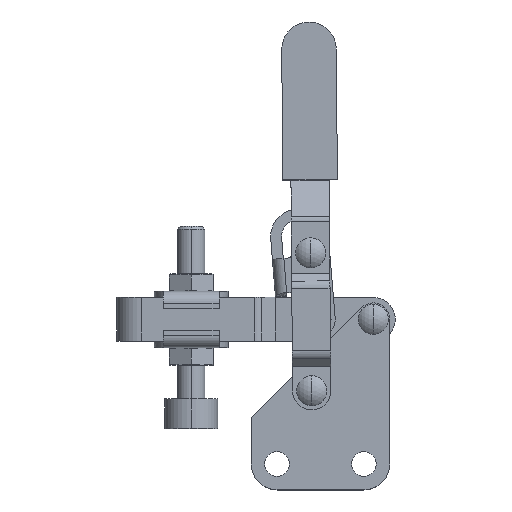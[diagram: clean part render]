
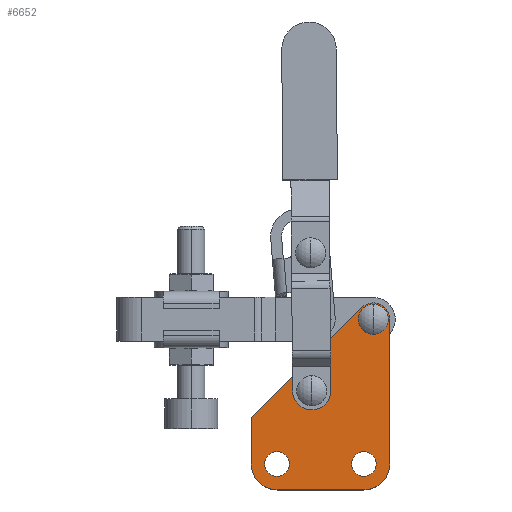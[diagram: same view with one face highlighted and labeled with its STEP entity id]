
A CAD part, top view. The second image highlights one B-rep face of the part: STEP entity #6652.
In plain terms, the highlighted planar face has unit normal (0, 0, 1).
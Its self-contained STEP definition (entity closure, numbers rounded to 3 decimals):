
#94 = DIRECTION ( 'NONE',  ( 1., 0., 0. ) ) ;
#176 = DIRECTION ( 'NONE',  ( 0., 0., 1. ) ) ;
#199 = VERTEX_POINT ( 'NONE', #3663 ) ;
#421 = DIRECTION ( 'NONE',  ( 1., 0., 0. ) ) ;
#743 = CIRCLE ( 'NONE', #9304, 1.25 ) ;
#772 = DIRECTION ( 'NONE',  ( 1., 0., 0. ) ) ;
#811 = ORIENTED_EDGE ( 'NONE', *, *, #2553, .F. ) ;
#943 = CIRCLE ( 'NONE', #2612, 2.75 ) ;
#949 = AXIS2_PLACEMENT_3D ( 'NONE', #7754, #5734, #7891 ) ;
#1059 = VERTEX_POINT ( 'NONE', #6487 ) ;
#1151 = ORIENTED_EDGE ( 'NONE', *, *, #8367, .F. ) ;
#1169 = DIRECTION ( 'NONE',  ( -0.71, -0.704, 0. ) ) ;
#1170 = ORIENTED_EDGE ( 'NONE', *, *, #4677, .T. ) ;
#1188 = AXIS2_PLACEMENT_3D ( 'NONE', #10081, #3539, #772 ) ;
#1377 = DIRECTION ( 'NONE',  ( 1., 0., 0. ) ) ;
#1514 = ORIENTED_EDGE ( 'NONE', *, *, #2358, .F. ) ;
#1569 = DIRECTION ( 'NONE',  ( 0., 0., 1. ) ) ;
#1583 = CIRCLE ( 'NONE', #9621, 2.25 ) ;
#1684 = VERTEX_POINT ( 'NONE', #2439 ) ;
#1860 = VERTEX_POINT ( 'NONE', #7829 ) ;
#1909 = VERTEX_POINT ( 'NONE', #2538 ) ;
#1990 = AXIS2_PLACEMENT_3D ( 'NONE', #5300, #176, #94 ) ;
#2176 = ORIENTED_EDGE ( 'NONE', *, *, #8257, .F. ) ;
#2205 = ORIENTED_EDGE ( 'NONE', *, *, #6459, .T. ) ;
#2216 = PLANE ( 'NONE',  #4237 ) ;
#2259 = AXIS2_PLACEMENT_3D ( 'NONE', #4351, #6006, #6601 ) ;
#2327 = EDGE_CURVE ( 'NONE', #5012, #2508, #7207, .T. ) ;
#2358 = EDGE_CURVE ( 'NONE', #8956, #6044, #743, .T. ) ;
#2362 = ORIENTED_EDGE ( 'NONE', *, *, #6151, .T. ) ;
#2431 = DIRECTION ( 'NONE',  ( 1., 0., 0. ) ) ;
#2439 = CARTESIAN_POINT ( 'NONE',  ( 12.7, 20., 2. ) ) ;
#2474 = LINE ( 'NONE', #5050, #6801 ) ;
#2503 = CIRCLE ( 'NONE', #1990, 2.25 ) ;
#2508 = VERTEX_POINT ( 'NONE', #7294 ) ;
#2516 = DIRECTION ( 'NONE',  ( 1., 0., 0. ) ) ;
#2524 = DIRECTION ( 'NONE',  ( 0., 0., 1. ) ) ;
#2538 = CARTESIAN_POINT ( 'NONE',  ( 9.71, 22.75, 2. ) ) ;
#2553 = EDGE_CURVE ( 'NONE', #6044, #8956, #3932, .T. ) ;
#2580 = VECTOR ( 'NONE', #2431, 1000. ) ;
#2612 = AXIS2_PLACEMENT_3D ( 'NONE', #4353, #2524, #1377 ) ;
#2881 = VERTEX_POINT ( 'NONE', #7552 ) ;
#2930 = DIRECTION ( 'NONE',  ( 1., 0., 0. ) ) ;
#3036 = DIRECTION ( 'NONE',  ( 0., 0., 1. ) ) ;
#3090 = FACE_BOUND ( 'NONE', #7574, .T. ) ;
#3315 = CARTESIAN_POINT ( 'NONE',  ( -12.7, 2., 2. ) ) ;
#3396 = CARTESIAN_POINT ( 'NONE',  ( -7.95, -11.25, 2. ) ) ;
#3422 = CARTESIAN_POINT ( 'NONE',  ( 7.587, 22.13, 2. ) ) ;
#3539 = DIRECTION ( 'NONE',  ( 0., 0., 1. ) ) ;
#3628 = DIRECTION ( 'NONE',  ( 0., 0., 1. ) ) ;
#3663 = CARTESIAN_POINT ( 'NONE',  ( 12.7, -6.5, 2. ) ) ;
#3683 = ORIENTED_EDGE ( 'NONE', *, *, #5424, .F. ) ;
#3812 = AXIS2_PLACEMENT_3D ( 'NONE', #4555, #9368, #8787 ) ;
#3857 = EDGE_LOOP ( 'NONE', ( #1514, #811 ) ) ;
#3904 = EDGE_CURVE ( 'NONE', #9689, #1059, #4473, .T. ) ;
#3932 = CIRCLE ( 'NONE', #7394, 1.25 ) ;
#3950 = CIRCLE ( 'NONE', #10412, 4.75 ) ;
#4030 = DIRECTION ( 'NONE',  ( 0., 0., 1. ) ) ;
#4143 = CARTESIAN_POINT ( 'NONE',  ( -12.7, 2., 2. ) ) ;
#4237 = AXIS2_PLACEMENT_3D ( 'NONE', #8613, #8529, #5479 ) ;
#4304 = AXIS2_PLACEMENT_3D ( 'NONE', #4352, #5152, #5110 ) ;
#4325 = EDGE_LOOP ( 'NONE', ( #2205, #10080, #7402, #8905, #4629, #2362, #1170 ) ) ;
#4351 = CARTESIAN_POINT ( 'NONE',  ( 9.7, 20., 2. ) ) ;
#4352 = CARTESIAN_POINT ( 'NONE',  ( 7.95, -6.5, 2. ) ) ;
#4353 = CARTESIAN_POINT ( 'NONE',  ( 9.7, 20., 2. ) ) ;
#4447 = EDGE_LOOP ( 'NONE', ( #10296, #9780 ) ) ;
#4473 = CIRCLE ( 'NONE', #949, 2.25 ) ;
#4537 = CARTESIAN_POINT ( 'NONE',  ( -7.95, -11.25, 2. ) ) ;
#4555 = CARTESIAN_POINT ( 'NONE',  ( 7.95, -6.5, 2. ) ) ;
#4629 = ORIENTED_EDGE ( 'NONE', *, *, #8643, .T. ) ;
#4677 = EDGE_CURVE ( 'NONE', #199, #1684, #2474, .T. ) ;
#4731 = LINE ( 'NONE', #4537, #2580 ) ;
#4793 = CARTESIAN_POINT ( 'NONE',  ( -1.6, 6.91, 2. ) ) ;
#4858 = EDGE_LOOP ( 'NONE', ( #8617, #3683 ) ) ;
#4860 = CARTESIAN_POINT ( 'NONE',  ( -10.2, -6.5, 2. ) ) ;
#5012 = VERTEX_POINT ( 'NONE', #3422 ) ;
#5015 = FACE_BOUND ( 'NONE', #4858, .T. ) ;
#5050 = CARTESIAN_POINT ( 'NONE',  ( 12.7, 20., 2. ) ) ;
#5062 = VECTOR ( 'NONE', #1169, 1000. ) ;
#5101 = LINE ( 'NONE', #4143, #8877 ) ;
#5110 = DIRECTION ( 'NONE',  ( 1., 0., 0. ) ) ;
#5152 = DIRECTION ( 'NONE',  ( 0., 0., 1. ) ) ;
#5184 = CIRCLE ( 'NONE', #4304, 4.75 ) ;
#5270 = CARTESIAN_POINT ( 'NONE',  ( -2.85, 6.91, 2. ) ) ;
#5280 = FACE_BOUND ( 'NONE', #3857, .T. ) ;
#5300 = CARTESIAN_POINT ( 'NONE',  ( -7.95, -6.5, 2. ) ) ;
#5342 = CARTESIAN_POINT ( 'NONE',  ( -1.6, 6.91, 2. ) ) ;
#5424 = EDGE_CURVE ( 'NONE', #1059, #9689, #9707, .T. ) ;
#5479 = DIRECTION ( 'NONE',  ( 1., 0., 0. ) ) ;
#5663 = CIRCLE ( 'NONE', #1188, 3. ) ;
#5728 = DIRECTION ( 'NONE',  ( 1., 0., 0. ) ) ;
#5734 = DIRECTION ( 'NONE',  ( 0., 0., 1. ) ) ;
#6006 = DIRECTION ( 'NONE',  ( 0., 0., 1. ) ) ;
#6044 = VERTEX_POINT ( 'NONE', #5270 ) ;
#6151 = EDGE_CURVE ( 'NONE', #9240, #199, #5184, .T. ) ;
#6459 = EDGE_CURVE ( 'NONE', #1684, #5012, #5663, .T. ) ;
#6487 = CARTESIAN_POINT ( 'NONE',  ( 5.7, -6.5, 2. ) ) ;
#6567 = CARTESIAN_POINT ( 'NONE',  ( -0.35, 6.91, 2. ) ) ;
#6601 = DIRECTION ( 'NONE',  ( 1., 0., 0. ) ) ;
#6647 = EDGE_CURVE ( 'NONE', #2881, #1909, #943, .T. ) ;
#6652 = ADVANCED_FACE ( 'NONE', ( #5015, #3090, #5280, #7416, #9583 ), #2216, .T. ) ;
#6801 = VECTOR ( 'NONE', #7375, 1000. ) ;
#7006 = VERTEX_POINT ( 'NONE', #3396 ) ;
#7207 = LINE ( 'NONE', #3315, #5062 ) ;
#7294 = CARTESIAN_POINT ( 'NONE',  ( -12.7, 2., 2. ) ) ;
#7375 = DIRECTION ( 'NONE',  ( 0., 1., 0. ) ) ;
#7394 = AXIS2_PLACEMENT_3D ( 'NONE', #5342, #3036, #2516 ) ;
#7402 = ORIENTED_EDGE ( 'NONE', *, *, #9271, .T. ) ;
#7412 = VERTEX_POINT ( 'NONE', #4860 ) ;
#7416 = FACE_BOUND ( 'NONE', #4447, .T. ) ;
#7425 = EDGE_CURVE ( 'NONE', #1909, #2881, #9339, .T. ) ;
#7552 = CARTESIAN_POINT ( 'NONE',  ( 9.69, 17.25, 2. ) ) ;
#7574 = EDGE_LOOP ( 'NONE', ( #2176, #1151 ) ) ;
#7656 = VERTEX_POINT ( 'NONE', #8021 ) ;
#7754 = CARTESIAN_POINT ( 'NONE',  ( 7.95, -6.5, 2. ) ) ;
#7829 = CARTESIAN_POINT ( 'NONE',  ( -12.7, -6.5, 2. ) ) ;
#7891 = DIRECTION ( 'NONE',  ( 1., 0., 0. ) ) ;
#8021 = CARTESIAN_POINT ( 'NONE',  ( -5.7, -6.5, 2. ) ) ;
#8257 = EDGE_CURVE ( 'NONE', #7656, #7412, #2503, .T. ) ;
#8367 = EDGE_CURVE ( 'NONE', #7412, #7656, #1583, .T. ) ;
#8529 = DIRECTION ( 'NONE',  ( 0., 0., 1. ) ) ;
#8613 = CARTESIAN_POINT ( 'NONE',  ( 9.7, 20., 2. ) ) ;
#8617 = ORIENTED_EDGE ( 'NONE', *, *, #3904, .F. ) ;
#8643 = EDGE_CURVE ( 'NONE', #7006, #9240, #4731, .T. ) ;
#8760 = CARTESIAN_POINT ( 'NONE',  ( -7.95, -6.5, 2. ) ) ;
#8787 = DIRECTION ( 'NONE',  ( 1., 0., 0. ) ) ;
#8877 = VECTOR ( 'NONE', #10428, 1000. ) ;
#8905 = ORIENTED_EDGE ( 'NONE', *, *, #10311, .T. ) ;
#8956 = VERTEX_POINT ( 'NONE', #6567 ) ;
#8995 = CARTESIAN_POINT ( 'NONE',  ( 7.95, -11.25, 2. ) ) ;
#9109 = CARTESIAN_POINT ( 'NONE',  ( -7.95, -6.5, 2. ) ) ;
#9240 = VERTEX_POINT ( 'NONE', #8995 ) ;
#9271 = EDGE_CURVE ( 'NONE', #2508, #1860, #5101, .T. ) ;
#9304 = AXIS2_PLACEMENT_3D ( 'NONE', #4793, #1569, #5728 ) ;
#9339 = CIRCLE ( 'NONE', #2259, 2.75 ) ;
#9368 = DIRECTION ( 'NONE',  ( 0., 0., 1. ) ) ;
#9527 = CARTESIAN_POINT ( 'NONE',  ( 10.2, -6.5, 2. ) ) ;
#9583 = FACE_OUTER_BOUND ( 'NONE', #4325, .T. ) ;
#9621 = AXIS2_PLACEMENT_3D ( 'NONE', #8760, #4030, #421 ) ;
#9689 = VERTEX_POINT ( 'NONE', #9527 ) ;
#9707 = CIRCLE ( 'NONE', #3812, 2.25 ) ;
#9780 = ORIENTED_EDGE ( 'NONE', *, *, #6647, .F. ) ;
#10080 = ORIENTED_EDGE ( 'NONE', *, *, #2327, .T. ) ;
#10081 = CARTESIAN_POINT ( 'NONE',  ( 9.7, 20., 2. ) ) ;
#10296 = ORIENTED_EDGE ( 'NONE', *, *, #7425, .F. ) ;
#10311 = EDGE_CURVE ( 'NONE', #1860, #7006, #3950, .T. ) ;
#10412 = AXIS2_PLACEMENT_3D ( 'NONE', #9109, #3628, #2930 ) ;
#10428 = DIRECTION ( 'NONE',  ( 0., -1., 0. ) ) ;
